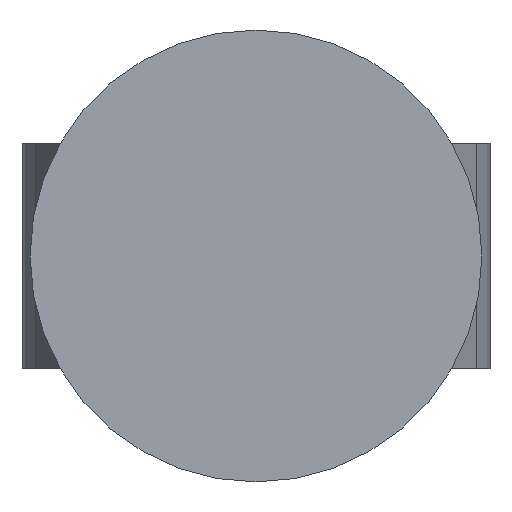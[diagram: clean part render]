
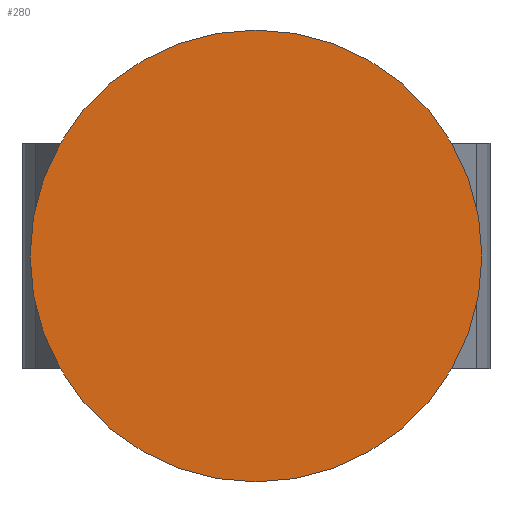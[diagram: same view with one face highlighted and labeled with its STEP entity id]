
A CAD part, front view. The second image highlights one B-rep face of the part: STEP entity #280.
In plain terms, the highlighted planar face has unit normal (0, -1, 0).
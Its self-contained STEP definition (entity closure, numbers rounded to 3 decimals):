
#90=CARTESIAN_POINT('',(0.,-400.,7.));
#91=DIRECTION('',(0.,-1.,0.));
#92=DIRECTION('',(0.,0.,1.));
#93=AXIS2_PLACEMENT_3D('',#90,#91,#92);
#95=CARTESIAN_POINT('',(0.,-400.,7.));
#96=DIRECTION('',(0.,-1.,0.));
#97=DIRECTION('',(0.,0.,-1.));
#98=AXIS2_PLACEMENT_3D('',#95,#96,#97);
#128=CARTESIAN_POINT('',(0.,-400.,21.));
#129=CARTESIAN_POINT('',(0.,-400.,-7.));
#130=VERTEX_POINT('',#128);
#131=VERTEX_POINT('',#129);
#271=CARTESIAN_POINT('',(0.,-400.,0.));
#272=DIRECTION('',(0.,-1.,0.));
#273=DIRECTION('',(0.,0.,1.));
#274=AXIS2_PLACEMENT_3D('',#271,#272,#273);
#275=PLANE('',#274);
#276=ORIENTED_EDGE('',*,*,#251,.F.);
#277=ORIENTED_EDGE('',*,*,#265,.F.);
#278=EDGE_LOOP('',(#276,#277));
#279=FACE_OUTER_BOUND('',#278,.F.);
#280=ADVANCED_FACE('',(#279),#275,.T.);
#94=CIRCLE('',#93,14.);
#99=CIRCLE('',#98,14.);
#251=EDGE_CURVE('',#130,#131,#94,.T.);
#265=EDGE_CURVE('',#131,#130,#99,.T.);
